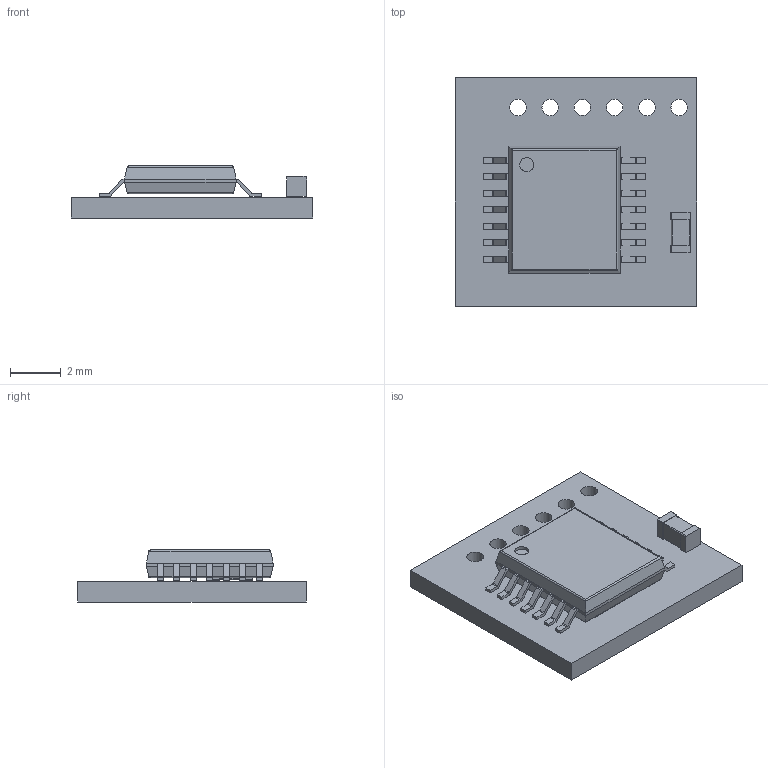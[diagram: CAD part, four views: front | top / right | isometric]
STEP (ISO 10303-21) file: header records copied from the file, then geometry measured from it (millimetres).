
FILE_DESCRIPTION(('KiCad electronic assembly'),'2;1');
FILE_NAME('EncL_PCB.step','2022-09-02T17:01:22',('Pcbnew'),('Kicad'), 'Open CASCADE STEP processor 7.5','KiCad to STEP converter','Unknown' );
FILE_SCHEMA(('AUTOMOTIVE_DESIGN { 1 0 10303 214 1 1 1 1 }'));
Length unit declared in the file: millimetre
Products named in the file (6): EncL_PCB 1; AS5047P-ATSM; COMPOUND; C_0603_1608Metric; SOLID; _autosave-SaponseEx PCB
Assembly tree (5 placements, depth 3):
  EncL_PCB 1
    AS5047P-ATSM
      COMPOUND
    C_0603_1608Metric
      SOLID
    _autosave-SaponseEx PCB
Bounding box: 9.5 x 9 x 2.05 mm (x, y, z)
Volume: 91.4 mm3; surface area: 286.6 mm2
Topology: 17 solids, 17 shells, 246 faces, 611 edges, 402 vertices
Faces by surface type: bspline 234, plane 6, cylinder 6
Full cylindrical faces by diameter (mm): 0.65 x6
Entity records: 14007 total; most frequent: CARTESIAN_POINT 5570, B_SPLINE_CURVE_WITH_KNOTS 1515, ORIENTED_EDGE 1222, PCURVE 1222, DEFINITIONAL_REPRESENTATION 1222, EDGE_CURVE 611, SURFACE_CURVE 604, VERTEX_POINT 402
